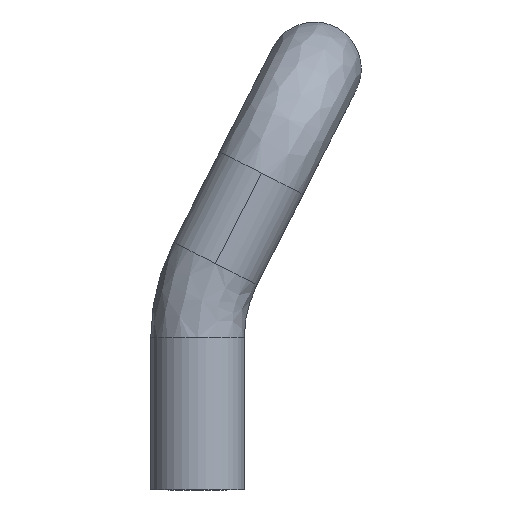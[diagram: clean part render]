
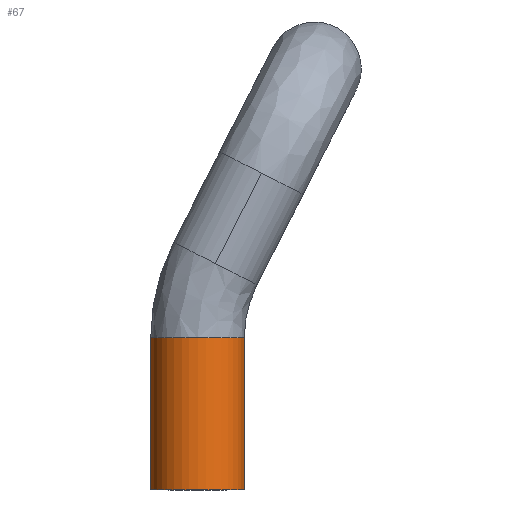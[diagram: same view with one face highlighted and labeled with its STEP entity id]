
A CAD part, left-side view. The second image highlights one B-rep face of the part: STEP entity #67.
In plain terms, the highlighted cylindrical face has radius 4 mm (diameter 8 mm), a partial arc.
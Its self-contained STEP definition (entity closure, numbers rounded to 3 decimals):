
#67=ADVANCED_FACE('',(#343),#342,.T.);
#342=CYLINDRICAL_SURFACE('',#658,4.);
#343=FACE_OUTER_BOUND('',#659,.T.);
#655=CARTESIAN_POINT('',(-60.,10.,-25.5));
#656=DIRECTION('',(0.,0.,1.));
#657=DIRECTION('',(0.,-1.,0.));
#658=AXIS2_PLACEMENT_3D('',#655,#656,#657);
#659=EDGE_LOOP('',(#826,#827,#828,#829));
#826=ORIENTED_EDGE('',*,*,#870,.T.);
#827=ORIENTED_EDGE('',*,*,#909,.T.);
#828=ORIENTED_EDGE('',*,*,#911,.T.);
#829=ORIENTED_EDGE('',*,*,#910,.F.);
#870=EDGE_CURVE('',#1115,#1114,#1122,.T.);
#909=EDGE_CURVE('',#1114,#1369,#1376,.T.);
#910=EDGE_CURVE('',#1115,#1368,#1382,.T.);
#911=EDGE_CURVE('',#1369,#1368,#1388,.T.);
#1114=VERTEX_POINT('',#1544);
#1115=VERTEX_POINT('',#1545);
#1122=CIRCLE('',#1553,4.);
#1368=VERTEX_POINT('',#1690);
#1369=VERTEX_POINT('',#1691);
#1376=(BOUNDED_CURVE() B_SPLINE_CURVE(1,(#1696,#1697),.UNSPECIFIED.,.F.,.F.) B_SPLINE_CURVE_WITH_KNOTS((2,2),(0.083,0.917),.UNSPECIFIED.) CURVE() GEOMETRIC_REPRESENTATION_ITEM() RATIONAL_B_SPLINE_CURVE((1.,1.)) REPRESENTATION_ITEM('') );
#1382=(BOUNDED_CURVE() B_SPLINE_CURVE(1,(#1698,#1699),.UNSPECIFIED.,.F.,.F.) B_SPLINE_CURVE_WITH_KNOTS((2,2),(0.083,0.917),.UNSPECIFIED.) CURVE() GEOMETRIC_REPRESENTATION_ITEM() RATIONAL_B_SPLINE_CURVE((0.75,0.75)) REPRESENTATION_ITEM('') );
#1388=CIRCLE('',#1703,4.);
#1544=CARTESIAN_POINT('',(-60.,6.,-32.));
#1545=CARTESIAN_POINT('',(-60.,14.,-32.));
#1550=CARTESIAN_POINT('',(-60.,10.,-32.));
#1551=DIRECTION('',(0.,0.,1.));
#1552=DIRECTION('',(0.,1.,0.));
#1553=AXIS2_PLACEMENT_3D('',#1550,#1551,#1552);
#1690=CARTESIAN_POINT('',(-60.,14.,-19.));
#1691=CARTESIAN_POINT('',(-60.,6.,-19.));
#1696=CARTESIAN_POINT('',(-60.,6.,-32.));
#1697=CARTESIAN_POINT('',(-60.,6.,-19.));
#1698=CARTESIAN_POINT('',(-60.,14.,-32.));
#1699=CARTESIAN_POINT('',(-60.,14.,-19.));
#1700=CARTESIAN_POINT('',(-60.,10.,-19.));
#1701=DIRECTION('',(0.,0.,-1.));
#1702=DIRECTION('',(0.,1.,0.));
#1703=AXIS2_PLACEMENT_3D('',#1700,#1701,#1702);
